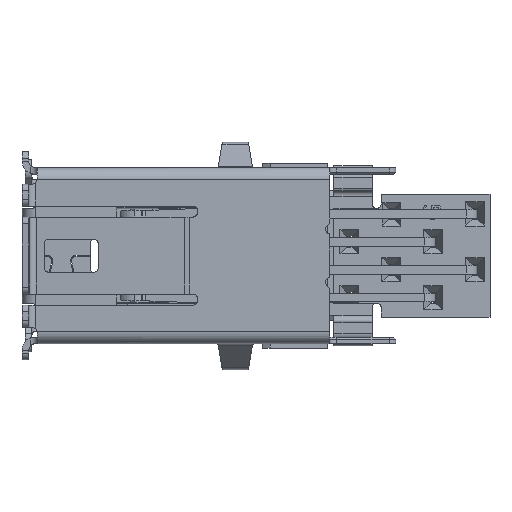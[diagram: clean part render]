
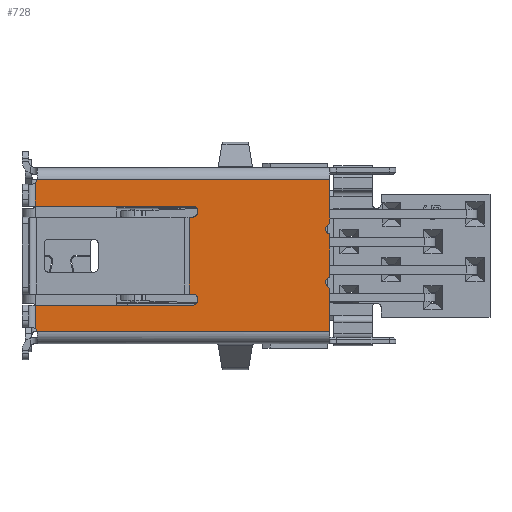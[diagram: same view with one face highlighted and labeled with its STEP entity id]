
A CAD part, top view. The second image highlights one B-rep face of the part: STEP entity #728.
In plain terms, the highlighted planar face has unit normal (0, 0, 1).
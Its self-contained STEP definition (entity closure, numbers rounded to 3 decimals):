
#77=CARTESIAN_POINT('',(-2.382,-1.753,2.92));
#78=VERTEX_POINT('',#77);
#79=CARTESIAN_POINT('',(-2.538,-1.753,2.92));
#80=VERTEX_POINT('',#79);
#81=CARTESIAN_POINT('',(-2.382,-1.753,2.92));
#82=DIRECTION('',(-1.,0.,0.));
#83=VECTOR('',#82,0.156);
#84=LINE('',#81,#83);
#85=EDGE_CURVE('',#78,#80,#84,.T.);
#535=CARTESIAN_POINT('',(-2.132,-2.003,2.92));
#536=VERTEX_POINT('',#535);
#543=CARTESIAN_POINT('',(-2.382,-2.003,2.92));
#544=DIRECTION('',(1.,0.,0.));
#545=DIRECTION('',(0.,0.,1.));
#546=AXIS2_PLACEMENT_3D('',#543,#545,#544);
#547=CIRCLE('',#546,0.25);
#548=EDGE_CURVE('',#536,#78,#547,.T.);
#554=CARTESIAN_POINT('',(-2.833,-0.003,2.92));
#555=DIRECTION('',(0.,1.,0.));
#556=DIRECTION('',(0.,0.,1.));
#557=AXIS2_PLACEMENT_3D('',#554,#556,#555);
#558=PLANE('',#557);
#559=CARTESIAN_POINT('',(-9.448,3.452,2.92));
#560=VERTEX_POINT('',#559);
#561=CARTESIAN_POINT('',(-9.532,3.323,2.92));
#562=VERTEX_POINT('',#561);
#563=CARTESIAN_POINT('',(-9.732,3.547,2.92));
#564=DIRECTION('',(0.949,-0.317,0.));
#565=DIRECTION('',(0.,0.,-1.));
#566=AXIS2_PLACEMENT_3D('',#563,#565,#564);
#567=CIRCLE('',#566,0.3);
#568=EDGE_CURVE('',#560,#562,#567,.T.);
#569=ORIENTED_EDGE('',*,*,#568,.T.);
#570=CARTESIAN_POINT('',(-9.532,2.247,2.92));
#571=VERTEX_POINT('',#570);
#572=CARTESIAN_POINT('',(-9.532,3.323,2.92));
#573=DIRECTION('',(0.,-1.,0.));
#574=VECTOR('',#573,1.076);
#575=LINE('',#572,#574);
#576=EDGE_CURVE('',#562,#571,#575,.T.);
#577=ORIENTED_EDGE('',*,*,#576,.T.);
#578=CARTESIAN_POINT('',(-2.382,2.247,2.92));
#579=VERTEX_POINT('',#578);
#580=CARTESIAN_POINT('',(-9.532,2.247,2.92));
#581=DIRECTION('',(1.,0.,0.));
#582=VECTOR('',#581,7.15);
#583=LINE('',#580,#582);
#584=EDGE_CURVE('',#571,#579,#583,.T.);
#585=ORIENTED_EDGE('',*,*,#584,.T.);
#586=CARTESIAN_POINT('',(-2.132,1.997,2.92));
#587=VERTEX_POINT('',#586);
#588=CARTESIAN_POINT('',(-2.382,1.997,2.92));
#589=DIRECTION('',(0.,1.,0.));
#590=DIRECTION('',(0.,0.,-1.));
#591=AXIS2_PLACEMENT_3D('',#588,#590,#589);
#592=CIRCLE('',#591,0.25);
#593=EDGE_CURVE('',#579,#587,#592,.T.);
#594=ORIENTED_EDGE('',*,*,#593,.T.);
#595=CARTESIAN_POINT('',(-2.382,1.747,2.92));
#596=VERTEX_POINT('',#595);
#597=CARTESIAN_POINT('',(-2.382,1.997,2.92));
#598=DIRECTION('',(1.,0.,0.));
#599=DIRECTION('',(0.,0.,-1.));
#600=AXIS2_PLACEMENT_3D('',#597,#599,#598);
#601=CIRCLE('',#600,0.25);
#602=EDGE_CURVE('',#587,#596,#601,.T.);
#603=ORIENTED_EDGE('',*,*,#602,.T.);
#604=CARTESIAN_POINT('',(-2.538,1.747,2.92));
#605=VERTEX_POINT('',#604);
#606=CARTESIAN_POINT('',(-2.382,1.747,2.92));
#607=DIRECTION('',(-1.,0.,0.));
#608=VECTOR('',#607,0.156);
#609=LINE('',#606,#608);
#610=EDGE_CURVE('',#596,#605,#609,.T.);
#611=ORIENTED_EDGE('',*,*,#610,.T.);
#612=CARTESIAN_POINT('',(-2.538,1.747,2.92));
#613=DIRECTION('',(0.,-1.,0.));
#614=VECTOR('',#613,3.5);
#615=LINE('',#612,#614);
#616=EDGE_CURVE('',#605,#80,#615,.T.);
#617=ORIENTED_EDGE('',*,*,#616,.T.);
#618=ORIENTED_EDGE('',*,*,#85,.F.);
#619=ORIENTED_EDGE('',*,*,#548,.F.);
#620=CARTESIAN_POINT('',(-2.382,-2.253,2.92));
#621=VERTEX_POINT('',#620);
#622=CARTESIAN_POINT('',(-2.382,-2.003,2.92));
#623=DIRECTION('',(1.,0.,0.));
#624=DIRECTION('',(0.,0.,-1.));
#625=AXIS2_PLACEMENT_3D('',#622,#624,#623);
#626=CIRCLE('',#625,0.25);
#627=EDGE_CURVE('',#536,#621,#626,.T.);
#628=ORIENTED_EDGE('',*,*,#627,.T.);
#629=CARTESIAN_POINT('',(-9.532,-2.253,2.92));
#630=VERTEX_POINT('',#629);
#631=CARTESIAN_POINT('',(-2.382,-2.253,2.92));
#632=DIRECTION('',(-1.,0.,0.));
#633=VECTOR('',#632,7.15);
#634=LINE('',#631,#633);
#635=EDGE_CURVE('',#621,#630,#634,.T.);
#636=ORIENTED_EDGE('',*,*,#635,.T.);
#637=CARTESIAN_POINT('',(-9.532,-3.329,2.92));
#638=VERTEX_POINT('',#637);
#639=CARTESIAN_POINT('',(-9.532,-2.253,2.92));
#640=DIRECTION('',(0.,-1.,0.));
#641=VECTOR('',#640,1.076);
#642=LINE('',#639,#641);
#643=EDGE_CURVE('',#630,#638,#642,.T.);
#644=ORIENTED_EDGE('',*,*,#643,.T.);
#645=CARTESIAN_POINT('',(-9.448,-3.458,2.92));
#646=VERTEX_POINT('',#645);
#647=CARTESIAN_POINT('',(-9.732,-3.553,2.92));
#648=DIRECTION('',(0.667,0.745,0.));
#649=DIRECTION('',(0.,0.,-1.));
#650=AXIS2_PLACEMENT_3D('',#647,#649,#648);
#651=CIRCLE('',#650,0.3);
#652=EDGE_CURVE('',#638,#646,#651,.T.);
#653=ORIENTED_EDGE('',*,*,#652,.T.);
#654=CARTESIAN_POINT('',(3.868,-3.458,2.92));
#655=VERTEX_POINT('',#654);
#656=CARTESIAN_POINT('',(-9.448,-3.458,2.92));
#657=DIRECTION('',(1.,0.,0.));
#658=VECTOR('',#657,13.315);
#659=LINE('',#656,#658);
#660=EDGE_CURVE('',#646,#655,#659,.T.);
#661=ORIENTED_EDGE('',*,*,#660,.T.);
#662=CARTESIAN_POINT('',(3.868,-1.486,2.92));
#663=VERTEX_POINT('',#662);
#664=CARTESIAN_POINT('',(3.868,-3.458,2.92));
#665=DIRECTION('',(0.,1.,0.));
#666=VECTOR('',#665,1.972);
#667=LINE('',#664,#666);
#668=EDGE_CURVE('',#655,#663,#667,.T.);
#669=ORIENTED_EDGE('',*,*,#668,.T.);
#670=CARTESIAN_POINT('',(3.726,-1.344,2.92));
#671=VERTEX_POINT('',#670);
#672=CARTESIAN_POINT('',(3.868,-1.486,2.92));
#673=DIRECTION('',(-0.707,0.707,0.));
#674=VECTOR('',#673,0.2);
#675=LINE('',#672,#674);
#676=EDGE_CURVE('',#663,#671,#675,.T.);
#677=ORIENTED_EDGE('',*,*,#676,.T.);
#678=CARTESIAN_POINT('',(3.868,-1.003,2.92));
#679=VERTEX_POINT('',#678);
#680=CARTESIAN_POINT('',(3.868,-1.203,2.92));
#681=DIRECTION('',(-0.707,-0.707,0.));
#682=DIRECTION('',(0.,0.,-1.));
#683=AXIS2_PLACEMENT_3D('',#680,#682,#681);
#684=CIRCLE('',#683,0.2);
#685=EDGE_CURVE('',#671,#679,#684,.T.);
#686=ORIENTED_EDGE('',*,*,#685,.T.);
#687=CARTESIAN_POINT('',(3.868,0.997,2.92));
#688=VERTEX_POINT('',#687);
#689=CARTESIAN_POINT('',(3.868,-1.003,2.92));
#690=DIRECTION('',(0.,1.,0.));
#691=VECTOR('',#690,2.);
#692=LINE('',#689,#691);
#693=EDGE_CURVE('',#679,#688,#692,.T.);
#694=ORIENTED_EDGE('',*,*,#693,.T.);
#695=CARTESIAN_POINT('',(3.726,1.338,2.92));
#696=VERTEX_POINT('',#695);
#697=CARTESIAN_POINT('',(3.868,1.197,2.92));
#698=DIRECTION('',(0.,-1.,0.));
#699=DIRECTION('',(0.,0.,-1.));
#700=AXIS2_PLACEMENT_3D('',#697,#699,#698);
#701=CIRCLE('',#700,0.2);
#702=EDGE_CURVE('',#688,#696,#701,.T.);
#703=ORIENTED_EDGE('',*,*,#702,.T.);
#704=CARTESIAN_POINT('',(3.868,1.48,2.92));
#705=VERTEX_POINT('',#704);
#706=CARTESIAN_POINT('',(3.726,1.338,2.92));
#707=DIRECTION('',(0.707,0.707,0.));
#708=VECTOR('',#707,0.2);
#709=LINE('',#706,#708);
#710=EDGE_CURVE('',#696,#705,#709,.T.);
#711=ORIENTED_EDGE('',*,*,#710,.T.);
#712=CARTESIAN_POINT('',(3.868,3.452,2.92));
#713=VERTEX_POINT('',#712);
#714=CARTESIAN_POINT('',(3.868,1.48,2.92));
#715=DIRECTION('',(0.,1.,0.));
#716=VECTOR('',#715,1.972);
#717=LINE('',#714,#716);
#718=EDGE_CURVE('',#705,#713,#717,.T.);
#719=ORIENTED_EDGE('',*,*,#718,.T.);
#720=CARTESIAN_POINT('',(3.868,3.452,2.92));
#721=DIRECTION('',(-1.,0.,0.));
#722=VECTOR('',#721,13.315);
#723=LINE('',#720,#722);
#724=EDGE_CURVE('',#713,#560,#723,.T.);
#725=ORIENTED_EDGE('',*,*,#724,.T.);
#726=EDGE_LOOP('',(#569,#577,#585,#594,#603,#611,#617,#618,#619,#628,#636,#644,#653,#661,#669,#677,#686,#694,#703,#711,#719,#725));
#727=FACE_OUTER_BOUND('',#726,.T.);
#728=ADVANCED_FACE('',(#727),#558,.T.);
